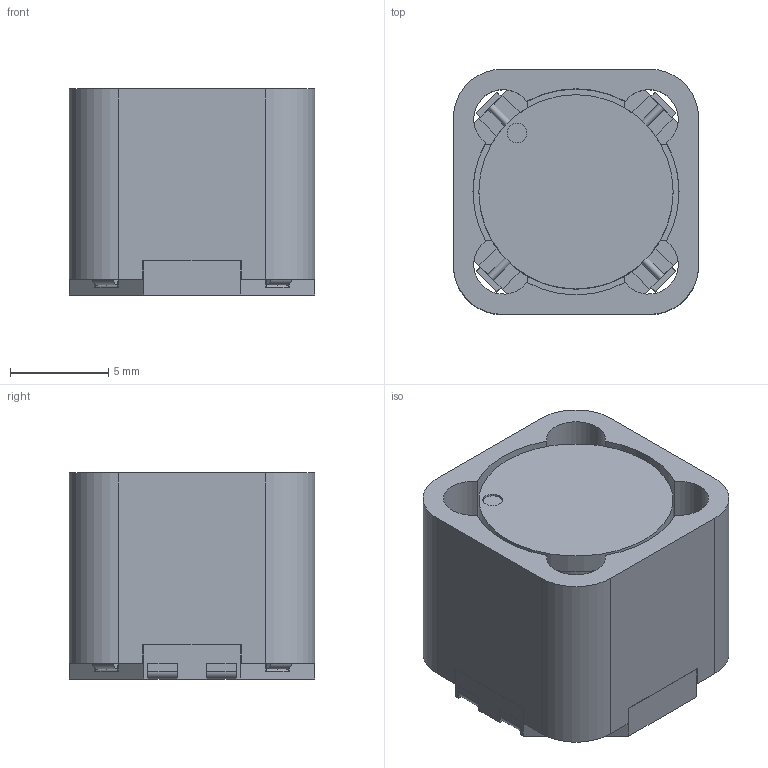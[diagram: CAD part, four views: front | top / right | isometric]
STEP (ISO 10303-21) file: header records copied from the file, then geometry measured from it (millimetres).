
FILE_DESCRIPTION(/* description */ ('Unknown','CAx-IF Rec.Pracs.---Representation and Presentation of Product Manufacturing Information (PMI)---4.0---2014-10-13','CAx-IF Rec.Pracs.---3D Tessellated Geometry---0.4---2014-09-14','2;1'),/* implementation_level */ '2;1');
FILE_NAME(/* name */ 'L_Wurth_WE-DD-1210crossed',/* time_stamp */ '2025-03-13T10:44:16+08:00',/* author */ ('Unknown'),/* organization */ ('Unknown'),/* preprocessor_version */ 'ST-DEVELOPER v16.7',/* originating_system */ 'Solid Edge',/* authorisation */ 'Unknown');
FILE_SCHEMA (('AP242_MANAGED_MODEL_BASED_3D_ENGINEERING_MIM_LF { 1 0 10303 442 1 1 4 }'));
Length unit declared in the file: metre
Products named in the file (2): L_Wurth_WE-DD-1210crossed
Assembly tree (1 placements, depth 2):
  L_Wurth_WE-DD-1210crossed
    L_Wurth_WE-DD-1210crossed
Bounding box: 12.5 x 12.5 x 10.5 mm (x, y, z)
Volume: 994.9 mm3; surface area: 2295.9 mm2
Topology: 9 solids, 9 shells, 320 faces, 879 edges, 568 vertices
Faces by surface type: plane 202, cylinder 94, bspline 24
Full cylindrical faces by diameter (mm): 0.4 x4, 0.401 x12, 1 x1, 5.8 x1, 9.9 x2
Entity records: 14461 total; most frequent: CARTESIAN_POINT 5596, ORIENTED_EDGE 1622, DIRECTION 1540, EDGE_CURVE 811, LINE 602, VECTOR 602, VERTEX_POINT 544, AXIS2_PLACEMENT_3D 469
